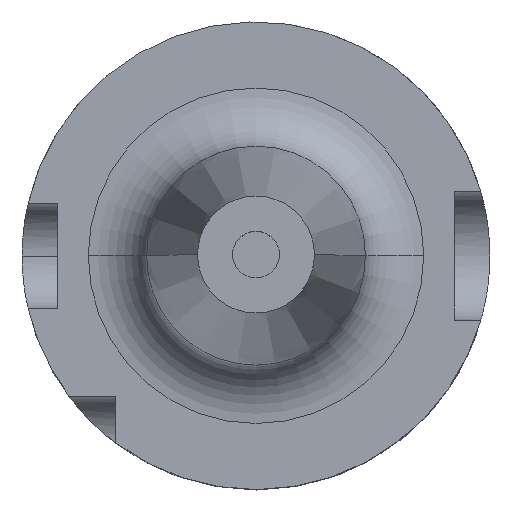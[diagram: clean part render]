
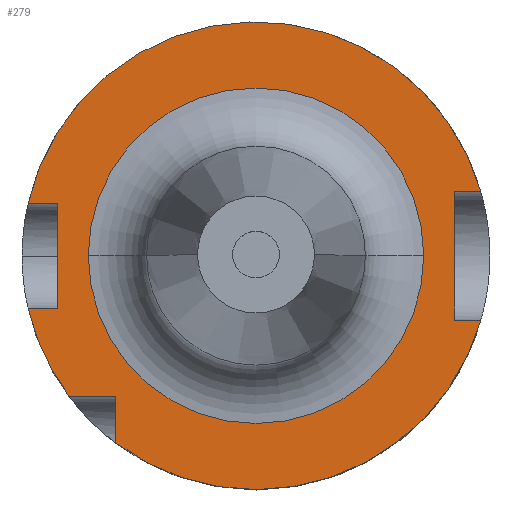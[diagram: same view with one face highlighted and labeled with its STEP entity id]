
A CAD part, top view. The second image highlights one B-rep face of the part: STEP entity #279.
In plain terms, the highlighted planar face has unit normal (0, 0, 1).
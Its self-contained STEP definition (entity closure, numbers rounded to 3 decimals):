
#76 = AXIS2_PLACEMENT_3D ( 'NONE', #1603, #641, #1125 ) ;
#160 = VECTOR ( 'NONE', #1126, 1000. ) ;
#190 = EDGE_CURVE ( 'NONE', #231, #2773, #717, .T. ) ;
#191 = PLANE ( 'NONE',  #227 ) ;
#200 = VECTOR ( 'NONE', #2774, 1000. ) ;
#211 = VERTEX_POINT ( 'NONE', #2090 ) ;
#227 = AXIS2_PLACEMENT_3D ( 'NONE', #470, #2168, #2148 ) ;
#231 = VERTEX_POINT ( 'NONE', #630 ) ;
#259 = DIRECTION ( 'NONE',  ( -1., 0., 0. ) ) ;
#279 = ADVANCED_FACE ( 'NONE', ( #2584, #1848 ), #191, .F. ) ;
#280 = CARTESIAN_POINT ( 'NONE',  ( 0., 0., 20. ) ) ;
#289 = CARTESIAN_POINT ( 'NONE',  ( -19.487, -4.5, 20. ) ) ;
#418 = ORIENTED_EDGE ( 'NONE', *, *, #922, .T. ) ;
#420 = VECTOR ( 'NONE', #1505, 1000. ) ;
#438 = CARTESIAN_POINT ( 'NONE',  ( 19.229, 5.5, 20. ) ) ;
#444 = CIRCLE ( 'NONE', #2089, 20. ) ;
#470 = CARTESIAN_POINT ( 'NONE',  ( 0., 20., 20. ) ) ;
#492 = CARTESIAN_POINT ( 'NONE',  ( 27., 5.5, 20. ) ) ;
#499 = EDGE_CURVE ( 'NONE', #1900, #2777, #1661, .T. ) ;
#512 = ORIENTED_EDGE ( 'NONE', *, *, #2490, .F. ) ;
#541 = ORIENTED_EDGE ( 'NONE', *, *, #2724, .F. ) ;
#547 = AXIS2_PLACEMENT_3D ( 'NONE', #280, #2222, #1012 ) ;
#565 = DIRECTION ( 'NONE',  ( 0., 0., -1. ) ) ;
#589 = EDGE_CURVE ( 'NONE', #1035, #2111, #921, .T. ) ;
#605 = EDGE_CURVE ( 'NONE', #231, #2369, #1364, .T. ) ;
#630 = CARTESIAN_POINT ( 'NONE',  ( -16., -12., 20. ) ) ;
#641 = DIRECTION ( 'NONE',  ( 0., 0., -1. ) ) ;
#658 = VERTEX_POINT ( 'NONE', #2047 ) ;
#661 = CARTESIAN_POINT ( 'NONE',  ( 0., 0., 20. ) ) ;
#665 = CARTESIAN_POINT ( 'NONE',  ( 27., -5.5, 20. ) ) ;
#674 = LINE ( 'NONE', #492, #1117 ) ;
#707 = ORIENTED_EDGE ( 'NONE', *, *, #589, .T. ) ;
#717 = CIRCLE ( 'NONE', #76, 20. ) ;
#731 = EDGE_CURVE ( 'NONE', #2777, #1900, #2967, .T. ) ;
#742 = ORIENTED_EDGE ( 'NONE', *, *, #2364, .F. ) ;
#814 = CARTESIAN_POINT ( 'NONE',  ( -22., -12., 20. ) ) ;
#861 = ORIENTED_EDGE ( 'NONE', *, *, #2434, .F. ) ;
#868 = ORIENTED_EDGE ( 'NONE', *, *, #2052, .F. ) ;
#876 = DIRECTION ( 'NONE',  ( 0., 0., 1. ) ) ;
#884 = AXIS2_PLACEMENT_3D ( 'NONE', #661, #876, #2532 ) ;
#904 = CARTESIAN_POINT ( 'NONE',  ( 17., 5.5, 20. ) ) ;
#912 = VERTEX_POINT ( 'NONE', #2480 ) ;
#917 = LINE ( 'NONE', #2934, #420 ) ;
#921 = LINE ( 'NONE', #2011, #1243 ) ;
#922 = EDGE_CURVE ( 'NONE', #2111, #211, #917, .T. ) ;
#931 = ORIENTED_EDGE ( 'NONE', *, *, #1055, .T. ) ;
#947 = CARTESIAN_POINT ( 'NONE',  ( -12., -12., 20. ) ) ;
#996 = AXIS2_PLACEMENT_3D ( 'NONE', #3078, #1100, #3038 ) ;
#1012 = DIRECTION ( 'NONE',  ( -1., 0., 0. ) ) ;
#1035 = VERTEX_POINT ( 'NONE', #1827 ) ;
#1037 = EDGE_LOOP ( 'NONE', ( #2355, #1942 ) ) ;
#1055 = EDGE_CURVE ( 'NONE', #2804, #912, #2330, .T. ) ;
#1100 = DIRECTION ( 'NONE',  ( 0., 0., -1. ) ) ;
#1117 = VECTOR ( 'NONE', #259, 1000. ) ;
#1125 = DIRECTION ( 'NONE',  ( -1., 0., 0. ) ) ;
#1126 = DIRECTION ( 'NONE',  ( 0., -1., 0. ) ) ;
#1220 = CARTESIAN_POINT ( 'NONE',  ( -14.344, 0., 20. ) ) ;
#1243 = VECTOR ( 'NONE', #2037, 1000. ) ;
#1253 = DIRECTION ( 'NONE',  ( 1., 0., 0. ) ) ;
#1339 = CARTESIAN_POINT ( 'NONE',  ( -17., 4.5, 20. ) ) ;
#1364 = LINE ( 'NONE', #814, #200 ) ;
#1386 = LINE ( 'NONE', #904, #2578 ) ;
#1505 = DIRECTION ( 'NONE',  ( 0., -1., 0. ) ) ;
#1532 = ORIENTED_EDGE ( 'NONE', *, *, #2088, .T. ) ;
#1603 = CARTESIAN_POINT ( 'NONE',  ( 0., 0., 20. ) ) ;
#1661 = CIRCLE ( 'NONE', #547, 14.344 ) ;
#1729 = CARTESIAN_POINT ( 'NONE',  ( 17., 5.5, 20. ) ) ;
#1750 = CARTESIAN_POINT ( 'NONE',  ( 19.229, -5.5, 20. ) ) ;
#1827 = CARTESIAN_POINT ( 'NONE',  ( -19.487, 4.5, 20. ) ) ;
#1841 = VECTOR ( 'NONE', #1253, 1000. ) ;
#1844 = VERTEX_POINT ( 'NONE', #1729 ) ;
#1848 = FACE_OUTER_BOUND ( 'NONE', #2470, .T. ) ;
#1900 = VERTEX_POINT ( 'NONE', #2441 ) ;
#1942 = ORIENTED_EDGE ( 'NONE', *, *, #499, .F. ) ;
#1943 = CIRCLE ( 'NONE', #996, 20. ) ;
#2011 = CARTESIAN_POINT ( 'NONE',  ( -27., 4.5, 20. ) ) ;
#2037 = DIRECTION ( 'NONE',  ( 1., 0., 0. ) ) ;
#2047 = CARTESIAN_POINT ( 'NONE',  ( -12., -16., 20. ) ) ;
#2052 = EDGE_CURVE ( 'NONE', #1035, #2604, #1943, .T. ) ;
#2088 = EDGE_CURVE ( 'NONE', #2369, #658, #2581, .T. ) ;
#2089 = AXIS2_PLACEMENT_3D ( 'NONE', #2250, #565, #2960 ) ;
#2090 = CARTESIAN_POINT ( 'NONE',  ( -17., -4.5, 20. ) ) ;
#2095 = DIRECTION ( 'NONE',  ( 0., -1., 0. ) ) ;
#2111 = VERTEX_POINT ( 'NONE', #1339 ) ;
#2148 = DIRECTION ( 'NONE',  ( -1., 0., 0. ) ) ;
#2168 = DIRECTION ( 'NONE',  ( 0., 0., -1. ) ) ;
#2222 = DIRECTION ( 'NONE',  ( 0., 0., 1. ) ) ;
#2250 = CARTESIAN_POINT ( 'NONE',  ( 0., 0., 20. ) ) ;
#2330 = LINE ( 'NONE', #665, #2885 ) ;
#2355 = ORIENTED_EDGE ( 'NONE', *, *, #731, .F. ) ;
#2364 = EDGE_CURVE ( 'NONE', #1844, #912, #1386, .T. ) ;
#2369 = VERTEX_POINT ( 'NONE', #2566 ) ;
#2434 = EDGE_CURVE ( 'NONE', #2773, #211, #3097, .T. ) ;
#2441 = CARTESIAN_POINT ( 'NONE',  ( 14.344, 0., 20. ) ) ;
#2470 = EDGE_LOOP ( 'NONE', ( #2709, #2587, #1532, #512, #931, #742, #541, #868, #707, #418, #861 ) ) ;
#2480 = CARTESIAN_POINT ( 'NONE',  ( 17., -5.5, 20. ) ) ;
#2490 = EDGE_CURVE ( 'NONE', #2804, #658, #444, .T. ) ;
#2532 = DIRECTION ( 'NONE',  ( -1., 0., 0. ) ) ;
#2543 = DIRECTION ( 'NONE',  ( -1., 0., 0. ) ) ;
#2566 = CARTESIAN_POINT ( 'NONE',  ( -12., -12., 20. ) ) ;
#2578 = VECTOR ( 'NONE', #2095, 1000. ) ;
#2581 = LINE ( 'NONE', #947, #160 ) ;
#2584 = FACE_BOUND ( 'NONE', #1037, .T. ) ;
#2587 = ORIENTED_EDGE ( 'NONE', *, *, #605, .T. ) ;
#2604 = VERTEX_POINT ( 'NONE', #438 ) ;
#2692 = CARTESIAN_POINT ( 'NONE',  ( -27., -4.5, 20. ) ) ;
#2709 = ORIENTED_EDGE ( 'NONE', *, *, #190, .F. ) ;
#2724 = EDGE_CURVE ( 'NONE', #2604, #1844, #674, .T. ) ;
#2773 = VERTEX_POINT ( 'NONE', #289 ) ;
#2774 = DIRECTION ( 'NONE',  ( 1., 0., 0. ) ) ;
#2777 = VERTEX_POINT ( 'NONE', #1220 ) ;
#2804 = VERTEX_POINT ( 'NONE', #1750 ) ;
#2885 = VECTOR ( 'NONE', #2543, 1000. ) ;
#2934 = CARTESIAN_POINT ( 'NONE',  ( -17., 4.5, 20. ) ) ;
#2960 = DIRECTION ( 'NONE',  ( -1., 0., 0. ) ) ;
#2967 = CIRCLE ( 'NONE', #884, 14.344 ) ;
#3038 = DIRECTION ( 'NONE',  ( -1., 0., 0. ) ) ;
#3078 = CARTESIAN_POINT ( 'NONE',  ( 0., 0., 20. ) ) ;
#3097 = LINE ( 'NONE', #2692, #1841 ) ;
